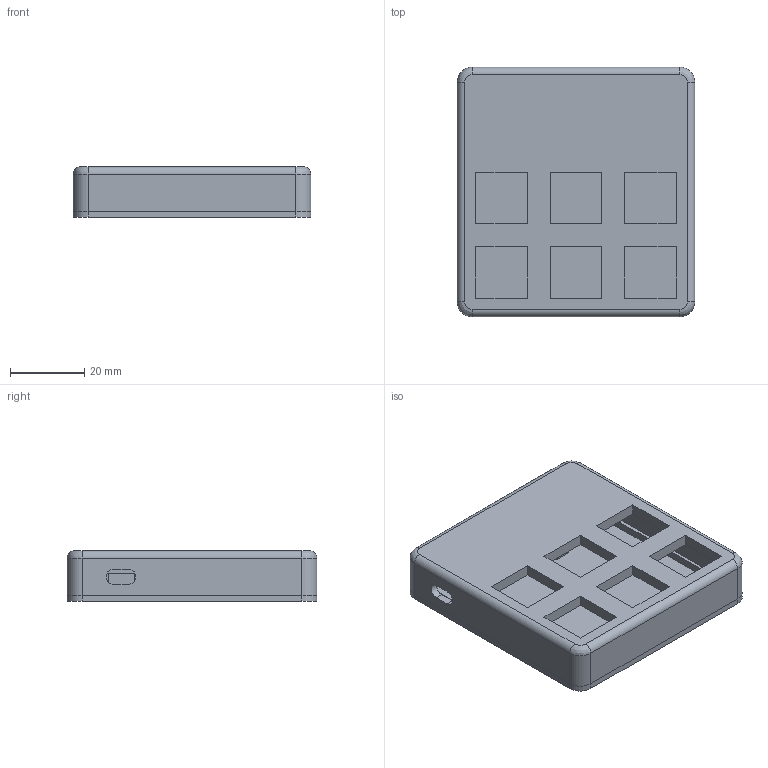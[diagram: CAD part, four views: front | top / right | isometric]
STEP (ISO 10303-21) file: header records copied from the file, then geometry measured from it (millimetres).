
FILE_DESCRIPTION(/* description */ (''),/* implementation_level */ '2;1');
FILE_NAME(/* name */ 'w3by2.step',/* time_stamp */ '2021-09-06T22:31:42+02:00',/* author */ (''),/* organization */ (''),/* preprocessor_version */ 'ST-DEVELOPER v18.1',/* originating_system */ 'Autodesk Translation Framework v10.10.0.1391',/* authorisation */ '');
FILE_SCHEMA (('AUTOMOTIVE_DESIGN { 1 0 10303 214 3 1 1 }'));
Length unit declared in the file: millimetre
Products named in the file (1): streamdeck 3by2
Bounding box: 63.8 x 67.06 x 13.6 mm (x, y, z)
Volume: 21371.9 mm3; surface area: 22630.1 mm2
Topology: 2 solids, 2 shells, 112 faces, 304 edges, 200 vertices
Faces by surface type: plane 76, cylinder 32, bspline 4
Entity records: 3588 total; most frequent: CARTESIAN_POINT 649, ORIENTED_EDGE 608, DIRECTION 590, EDGE_CURVE 304, LINE 236, VECTOR 236, VERTEX_POINT 200, AXIS2_PLACEMENT_3D 177
